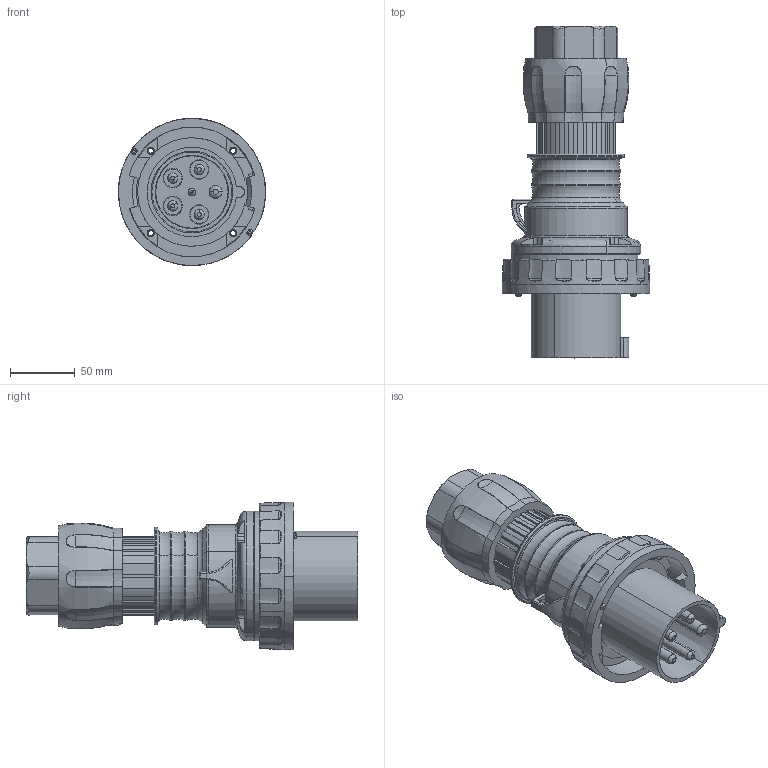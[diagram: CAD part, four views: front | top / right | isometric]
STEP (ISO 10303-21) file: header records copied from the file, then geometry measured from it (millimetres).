
FILE_DESCRIPTION((''),'2;1');
FILE_NAME('GW61053H_SW0001','2020-10-08T16:08:55',('user'),('Axiro Italia'),'CREO PARAMETRIC BY PTC INC, 2020074','CREO PARAMETRIC BY PTC INC, 2020074','');
FILE_SCHEMA(('CONFIG_CONTROL_DESIGN'));
Length unit declared in the file: millimetre
Products named in the file (1): GW61053H_SW0001
Bounding box: 113.8 x 256.1 x 113.58 mm (x, y, z)
Volume: 955040.8 mm3; surface area: 136988.7 mm2
Topology: 1 solids, 1 shells, 545 faces, 1481 edges, 966 vertices
Faces by surface type: plane 184, cylinder 124, bspline 114, cone 68, torus 55
Entity records: 28145 total; most frequent: CARTESIAN_POINT 15168, ORIENTED_EDGE 2962, DIRECTION 2382, EDGE_CURVE 1481, VERTEX_POINT 966, AXIS2_PLACEMENT_3D 954, EDGE_LOOP 585, FACE_OUTER_BOUND 545
